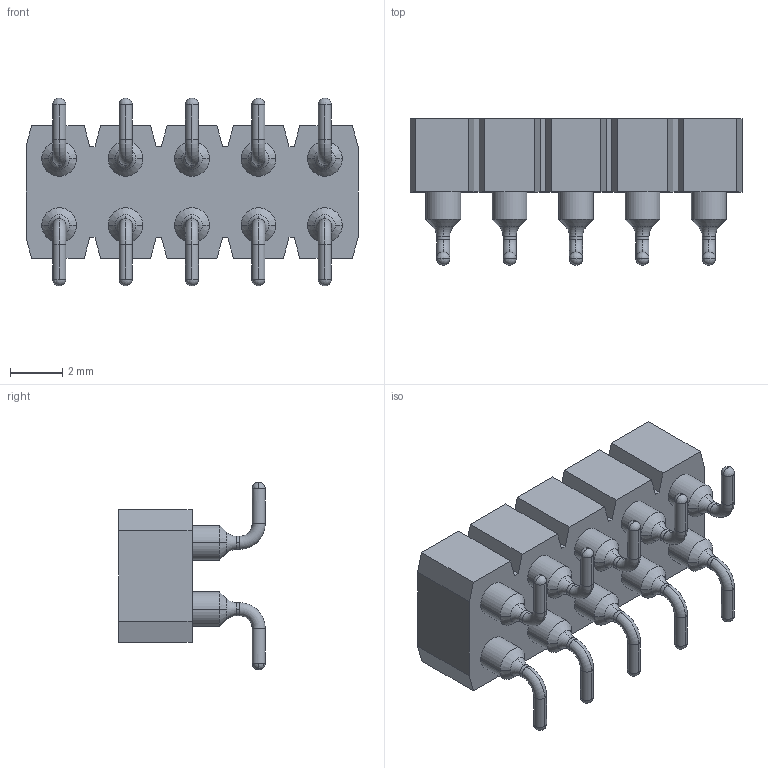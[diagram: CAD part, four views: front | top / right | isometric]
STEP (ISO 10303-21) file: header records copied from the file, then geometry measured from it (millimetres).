
FILE_DESCRIPTION(('STEP AP214'),'1');
FILE_NAME('pcb_connector_410-87-210-41-105101.stp','2015-08-11T23:56:38',('TraceParts'),('TraceParts S.A.'),'Spatial InterOp 3D',' ',' ');
FILE_SCHEMA(('automotive_design'));
Length unit declared in the file: millimetre
Products named in the file (1): 1
Bounding box: 12.7 x 5.6 x 7.18 mm (x, y, z)
Volume: 167.2 mm3; surface area: 525.1 mm2
Topology: 1 solids, 1 shells, 442 faces, 1070 edges, 620 vertices
Faces by surface type: cone 200, cylinder 100, plane 82, torus 40, sphere 20
Entity records: 16416 total; most frequent: CARTESIAN_POINT 2513, DIRECTION 2406, ORIENTED_EDGE 2020, EDGE_CURVE 1010, AXIS2_PLACEMENT_3D 993, VERTEX_POINT 620, CIRCLE 530, EDGE_LOOP 492
